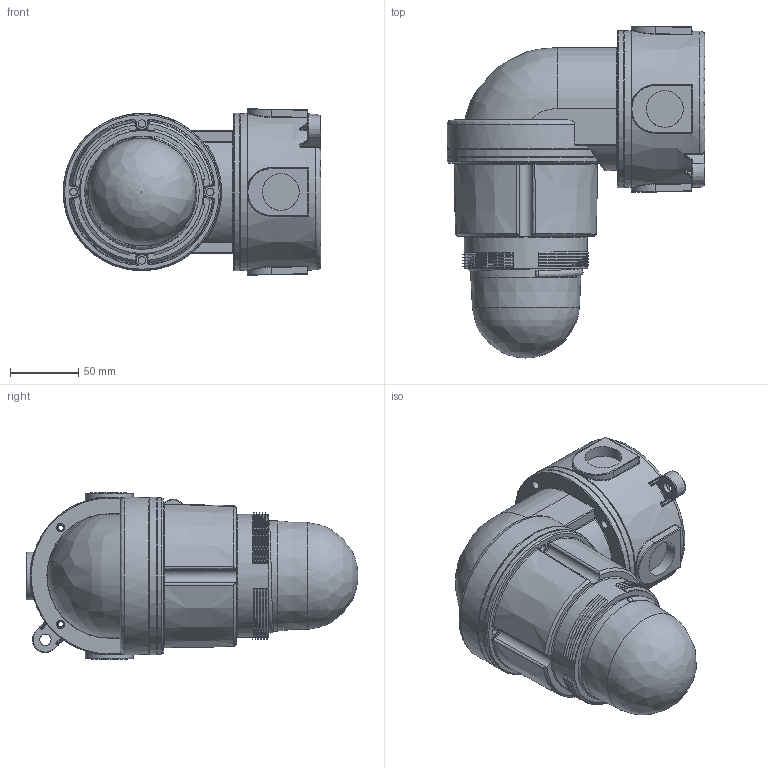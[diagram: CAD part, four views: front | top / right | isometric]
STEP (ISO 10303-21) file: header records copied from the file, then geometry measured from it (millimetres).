
FILE_DESCRIPTION(/* description */ (''),/* implementation_level */ '2;1');
FILE_NAME(/* name */ 'KIL_NVLXXXGLX-B-X.stp',/* time_stamp */ '2019-01-31T10:49:45-06:00',/* author */ ('mbednara'),/* organization */ (''),/* preprocessor_version */ 'ST-DEVELOPER v17',/* originating_system */ 'Autodesk Inventor 2018',/* authorisation */ '');
FILE_SCHEMA (('AUTOMOTIVE_DESIGN { 1 0 10303 214 3 1 1 }'));
Products named in the file (9): CEILING-NVL SERIES; 25932; 22815; 25933; 16322BABB; 25944; 21444AAAB; 21445AAAB; 21455AAAB
Assembly tree (10 placements, depth 3):
  CEILING-NVL SERIES
    25932
      22815
      25933
      16322BABB  x2
      21455AAAB
      25944
    21444AAAB
    21445AAAB
    21455AAAB
Bounding box: 188.31 x 242.8 x 121.53 mm (x, y, z)
Volume: 488587.6 mm3; surface area: 290476.4 mm2
Topology: 9 solids, 9 shells, 1699 faces, 4244 edges, 2518 vertices
Faces by surface type: bspline 500, cylinder 452, torus 289, plane 238, cone 170, sphere 50
Full cylindrical faces by diameter (mm): 3.306 x6, 4.166 x10, 4.801 x2, 5.181 x2, 5.334 x2, 5.512 x4, 6.198 x16, 8.001 x4, 8.306 x2, 26.924 x4, 66.675 x1, 73.962 x1, 80.566 x4, 81.864 x3, 83.344 x1, 89.992 x1, 115.011 x3
Entity records: 71534 total; most frequent: CARTESIAN_POINT 35397, ORIENTED_EDGE 7728, DIRECTION 7043, EDGE_CURVE 3864, AXIS2_PLACEMENT_3D 3124, VERTEX_POINT 2320, CIRCLE 1823, EDGE_LOOP 1690
